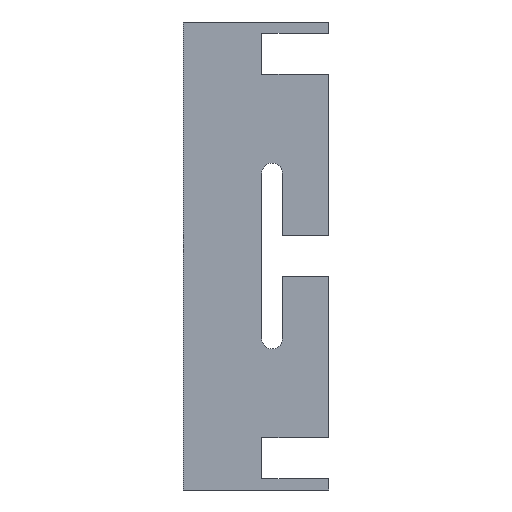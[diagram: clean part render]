
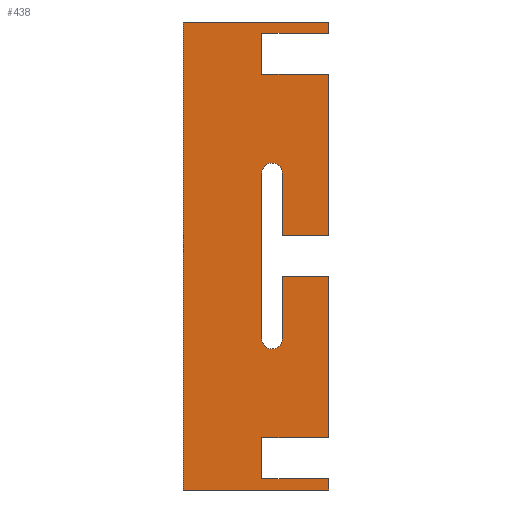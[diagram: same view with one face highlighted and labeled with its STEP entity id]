
A CAD part, left-side view. The second image highlights one B-rep face of the part: STEP entity #438.
In plain terms, the highlighted planar face has unit normal (-1, 0, 0).
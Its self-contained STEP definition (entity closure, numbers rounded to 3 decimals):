
#15=CIRCLE('',#455,5.);
#17=CIRCLE('',#458,5.);
#42=FACE_OUTER_BOUND('',#64,.T.);
#64=EDGE_LOOP('',(#377,#378,#379,#380,#381,#382,#383,#384,#385,#386,#387,
#388,#389,#390,#391,#392,#393,#394,#395,#396));
#65=LINE('',#593,#121);
#72=LINE('',#616,#128);
#91=LINE('',#653,#147);
#93=LINE('',#656,#149);
#95=LINE('',#660,#151);
#96=LINE('',#663,#152);
#98=LINE('',#667,#154);
#100=LINE('',#671,#156);
#102=LINE('',#675,#158);
#104=LINE('',#679,#160);
#106=LINE('',#683,#162);
#108=LINE('',#687,#164);
#110=LINE('',#691,#166);
#112=LINE('',#695,#168);
#114=LINE('',#699,#170);
#116=LINE('',#703,#172);
#118=LINE('',#707,#174);
#120=LINE('',#710,#176);
#121=VECTOR('',#483,10.);
#128=VECTOR('',#504,10.);
#147=VECTOR('',#527,10.);
#149=VECTOR('',#531,10.);
#151=VECTOR('',#535,10.);
#152=VECTOR('',#538,10.);
#154=VECTOR('',#542,10.);
#156=VECTOR('',#546,10.);
#158=VECTOR('',#550,10.);
#160=VECTOR('',#554,10.);
#162=VECTOR('',#558,10.);
#164=VECTOR('',#562,10.);
#166=VECTOR('',#566,10.);
#168=VECTOR('',#570,10.);
#170=VECTOR('',#574,10.);
#172=VECTOR('',#578,10.);
#174=VECTOR('',#582,10.);
#176=VECTOR('',#586,10.);
#177=VERTEX_POINT('',#591);
#178=VERTEX_POINT('',#592);
#181=VERTEX_POINT('',#600);
#183=VERTEX_POINT('',#606);
#184=VERTEX_POINT('',#607);
#187=VERTEX_POINT('',#615);
#203=VERTEX_POINT('',#652);
#204=VERTEX_POINT('',#658);
#205=VERTEX_POINT('',#662);
#206=VERTEX_POINT('',#666);
#207=VERTEX_POINT('',#670);
#208=VERTEX_POINT('',#674);
#209=VERTEX_POINT('',#678);
#210=VERTEX_POINT('',#682);
#211=VERTEX_POINT('',#686);
#212=VERTEX_POINT('',#690);
#213=VERTEX_POINT('',#694);
#214=VERTEX_POINT('',#698);
#215=VERTEX_POINT('',#702);
#216=VERTEX_POINT('',#706);
#217=EDGE_CURVE('',#177,#178,#65,.T.);
#221=EDGE_CURVE('',#181,#177,#15,.T.);
#224=EDGE_CURVE('',#183,#184,#17,.T.);
#228=EDGE_CURVE('',#187,#183,#72,.T.);
#247=EDGE_CURVE('',#203,#187,#91,.T.);
#249=EDGE_CURVE('',#184,#181,#93,.T.);
#251=EDGE_CURVE('',#178,#204,#95,.T.);
#252=EDGE_CURVE('',#205,#204,#96,.T.);
#254=EDGE_CURVE('',#205,#206,#98,.T.);
#256=EDGE_CURVE('',#206,#207,#100,.T.);
#258=EDGE_CURVE('',#207,#208,#102,.T.);
#260=EDGE_CURVE('',#209,#208,#104,.T.);
#262=EDGE_CURVE('',#210,#209,#106,.T.);
#264=EDGE_CURVE('',#211,#210,#108,.T.);
#266=EDGE_CURVE('',#212,#211,#110,.T.);
#268=EDGE_CURVE('',#213,#212,#112,.T.);
#270=EDGE_CURVE('',#214,#213,#114,.T.);
#272=EDGE_CURVE('',#215,#214,#116,.T.);
#274=EDGE_CURVE('',#216,#215,#118,.T.);
#276=EDGE_CURVE('',#203,#216,#120,.T.);
#377=ORIENTED_EDGE('',*,*,#217,.T.);
#378=ORIENTED_EDGE('',*,*,#251,.T.);
#379=ORIENTED_EDGE('',*,*,#252,.F.);
#380=ORIENTED_EDGE('',*,*,#254,.T.);
#381=ORIENTED_EDGE('',*,*,#256,.T.);
#382=ORIENTED_EDGE('',*,*,#258,.T.);
#383=ORIENTED_EDGE('',*,*,#260,.F.);
#384=ORIENTED_EDGE('',*,*,#262,.F.);
#385=ORIENTED_EDGE('',*,*,#264,.F.);
#386=ORIENTED_EDGE('',*,*,#266,.F.);
#387=ORIENTED_EDGE('',*,*,#268,.F.);
#388=ORIENTED_EDGE('',*,*,#270,.F.);
#389=ORIENTED_EDGE('',*,*,#272,.F.);
#390=ORIENTED_EDGE('',*,*,#274,.F.);
#391=ORIENTED_EDGE('',*,*,#276,.F.);
#392=ORIENTED_EDGE('',*,*,#247,.T.);
#393=ORIENTED_EDGE('',*,*,#228,.T.);
#394=ORIENTED_EDGE('',*,*,#224,.T.);
#395=ORIENTED_EDGE('',*,*,#249,.T.);
#396=ORIENTED_EDGE('',*,*,#221,.T.);
#416=PLANE('',#478);
#438=ADVANCED_FACE('',(#42),#416,.F.);
#455=AXIS2_PLACEMENT_3D('',#601,#489,#490);
#458=AXIS2_PLACEMENT_3D('',#608,#496,#497);
#478=AXIS2_PLACEMENT_3D('',#711,#587,#588);
#483=DIRECTION('',(0.,0.,-1.));
#489=DIRECTION('center_axis',(1.,0.,0.));
#490=DIRECTION('ref_axis',(0.,1.,0.));
#496=DIRECTION('center_axis',(1.,0.,0.));
#497=DIRECTION('ref_axis',(0.,-1.,0.));
#504=DIRECTION('',(0.,0.,-1.));
#527=DIRECTION('',(0.,1.,0.));
#531=DIRECTION('',(0.,0.,1.));
#535=DIRECTION('',(0.,-1.,0.));
#538=DIRECTION('',(0.,0.,-1.));
#542=DIRECTION('',(0.,1.,0.));
#546=DIRECTION('',(0.,0.,1.));
#550=DIRECTION('',(0.,-1.,0.));
#554=DIRECTION('',(0.,0.,-1.));
#558=DIRECTION('',(0.,-1.,0.));
#562=DIRECTION('',(0.,0.,1.));
#566=DIRECTION('',(0.,1.,0.));
#570=DIRECTION('',(0.,0.,-1.));
#574=DIRECTION('',(0.,-1.,0.));
#578=DIRECTION('',(0.,0.,-1.));
#582=DIRECTION('',(0.,1.,0.));
#586=DIRECTION('',(0.,0.,-1.));
#587=DIRECTION('center_axis',(1.,0.,0.));
#588=DIRECTION('ref_axis',(0.,0.,-1.));
#591=CARTESIAN_POINT('',(0.,22.4,-73.363));
#592=CARTESIAN_POINT('',(0.,22.4,-103.413));
#593=CARTESIAN_POINT('',(0.,22.4,-108.388));
#600=CARTESIAN_POINT('',(0.,32.4,-73.363));
#601=CARTESIAN_POINT('Origin',(0.,27.4,-73.363));
#606=CARTESIAN_POINT('',(0.,22.4,-153.363));
#607=CARTESIAN_POINT('',(0.,32.4,-153.363));
#608=CARTESIAN_POINT('Origin',(0.,27.4,-153.363));
#615=CARTESIAN_POINT('',(0.,22.4,-123.313));
#616=CARTESIAN_POINT('',(0.,22.4,-133.363));
#652=CARTESIAN_POINT('',(0.,0.,-123.313));
#653=CARTESIAN_POINT('',(0.,0.,-123.313));
#656=CARTESIAN_POINT('',(0.,32.4,-93.363));
#658=CARTESIAN_POINT('',(0.,0.,-103.413));
#660=CARTESIAN_POINT('',(0.,32.4,-103.413));
#662=CARTESIAN_POINT('',(0.,0.,-25.3));
#663=CARTESIAN_POINT('',(0.,0.,0.));
#666=CARTESIAN_POINT('',(0.,32.4,-25.3));
#667=CARTESIAN_POINT('',(0.,0.,-25.3));
#670=CARTESIAN_POINT('',(0.,32.4,-5.4));
#671=CARTESIAN_POINT('',(0.,32.4,-25.3));
#674=CARTESIAN_POINT('',(0.,0.,-5.4));
#675=CARTESIAN_POINT('',(0.,32.4,-5.4));
#678=CARTESIAN_POINT('',(0.,0.,0.));
#679=CARTESIAN_POINT('',(0.,0.,0.));
#682=CARTESIAN_POINT('',(0.,70.4,0.));
#683=CARTESIAN_POINT('',(0.,70.4,0.));
#686=CARTESIAN_POINT('',(0.,70.4,-226.726));
#687=CARTESIAN_POINT('',(0.,70.4,-226.726));
#690=CARTESIAN_POINT('',(0.,0.,-226.726));
#691=CARTESIAN_POINT('',(0.,0.,-226.726));
#694=CARTESIAN_POINT('',(0.,0.,-221.326));
#695=CARTESIAN_POINT('',(0.,0.,0.));
#698=CARTESIAN_POINT('',(0.,32.4,-221.326));
#699=CARTESIAN_POINT('',(0.,32.4,-221.326));
#702=CARTESIAN_POINT('',(0.,32.4,-201.426));
#703=CARTESIAN_POINT('',(0.,32.4,-201.426));
#706=CARTESIAN_POINT('',(0.,0.,-201.426));
#707=CARTESIAN_POINT('',(0.,0.,-201.426));
#710=CARTESIAN_POINT('',(0.,0.,0.));
#711=CARTESIAN_POINT('Origin',(0.,35.2,-113.363));
